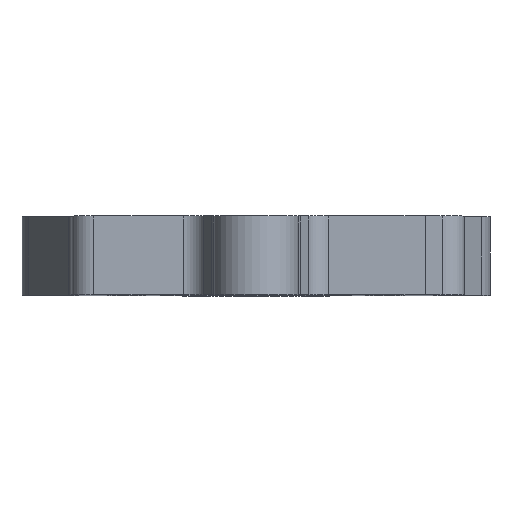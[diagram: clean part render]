
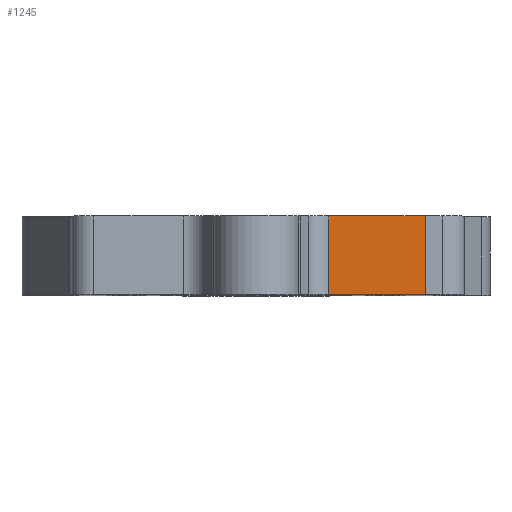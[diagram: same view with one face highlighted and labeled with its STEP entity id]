
A CAD part, top view. The second image highlights one B-rep face of the part: STEP entity #1245.
In plain terms, the highlighted planar face has unit normal (0, 0, 1).
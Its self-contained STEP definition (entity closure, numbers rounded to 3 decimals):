
#135=FACE_OUTER_BOUND('',#222,.T.);
#222=EDGE_LOOP('',(#1142,#1143,#1144,#1145));
#228=LINE('',#1793,#333);
#270=LINE('',#1978,#375);
#278=LINE('',#2014,#383);
#290=LINE('',#2037,#395);
#333=VECTOR('',#1410,10.);
#375=VECTOR('',#1562,10.);
#383=VECTOR('',#1598,10.);
#395=VECTOR('',#1632,10.);
#509=VERTEX_POINT('',#1785);
#512=VERTEX_POINT('',#1792);
#599=VERTEX_POINT('',#1975);
#600=VERTEX_POINT('',#1977);
#628=EDGE_CURVE('',#509,#512,#228,.T.);
#721=EDGE_CURVE('',#599,#600,#270,.T.);
#740=EDGE_CURVE('',#509,#600,#278,.T.);
#752=EDGE_CURVE('',#512,#599,#290,.T.);
#1142=ORIENTED_EDGE('',*,*,#721,.F.);
#1143=ORIENTED_EDGE('',*,*,#752,.F.);
#1144=ORIENTED_EDGE('',*,*,#628,.F.);
#1145=ORIENTED_EDGE('',*,*,#740,.T.);
#1182=PLANE('',#1396);
#1245=ADVANCED_FACE('',(#135),#1182,.T.);
#1396=AXIS2_PLACEMENT_3D('',#2135,#1773,#1774);
#1410=DIRECTION('',(-1.,0.,0.));
#1562=DIRECTION('',(1.,0.,0.));
#1598=DIRECTION('',(0.,1.,0.));
#1632=DIRECTION('',(0.,1.,0.));
#1773=DIRECTION('center_axis',(0.,0.,1.));
#1774=DIRECTION('ref_axis',(1.,0.,0.));
#1785=CARTESIAN_POINT('',(43.99,-2.,80.5));
#1792=CARTESIAN_POINT('',(26.876,-2.,80.5));
#1793=CARTESIAN_POINT('',(46.75,-2.,80.5));
#1975=CARTESIAN_POINT('',(26.876,12.,80.5));
#1977=CARTESIAN_POINT('',(43.99,12.,80.5));
#1978=CARTESIAN_POINT('',(46.75,12.,80.5));
#2014=CARTESIAN_POINT('',(43.99,0.,80.5));
#2037=CARTESIAN_POINT('',(26.876,0.,80.5));
#2135=CARTESIAN_POINT('Origin',(19.099,0.,80.5));
